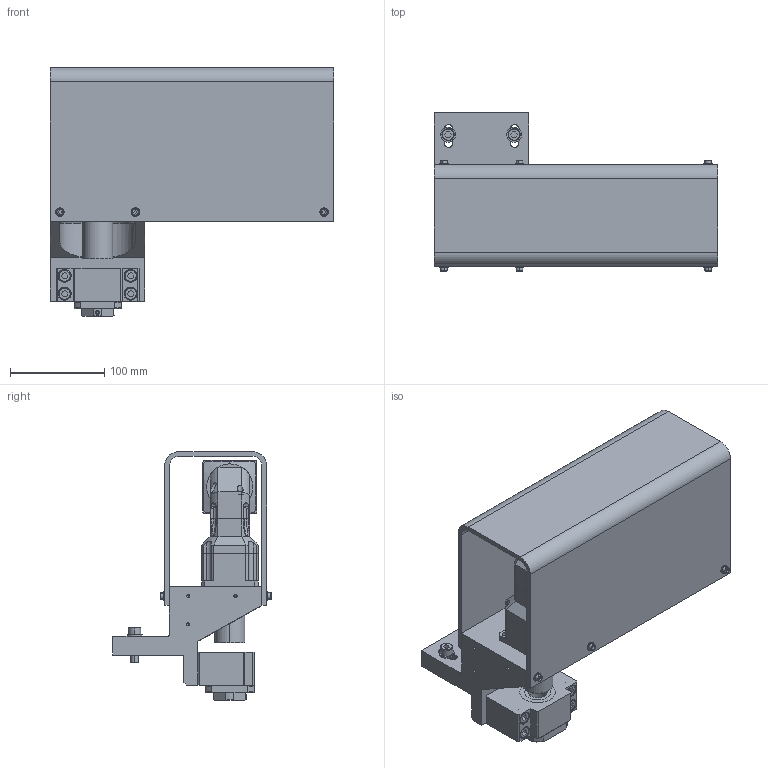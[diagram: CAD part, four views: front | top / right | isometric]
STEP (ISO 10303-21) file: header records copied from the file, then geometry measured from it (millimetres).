
FILE_DESCRIPTION (( 'STEP AP203' ), '1' );
FILE_NAME ('Moteur_Tilt_Bati_un_sldprt.STEP', '2018-04-10T07:33:20', ( '' ), ( '' ), 'SwSTEP 2.0', 'SolidWorks 2017', '' );
FILE_SCHEMA (( 'CONFIG_CONTROL_DESIGN' ));
Length unit declared in the file: millimetre
Products named in the file (1): Moteur_Tilt_Bati_un_sldprt
Bounding box: 300 x 167.8 x 263.5 mm (x, y, z)
Surface area: 493385.4 mm2 (no closed solid volume)
Topology: 0 solids, 45 shells, 1191 faces, 2866 edges, 1793 vertices
Faces by surface type: plane 490, cylinder 449, cone 182, bspline 42, torus 28
Entity records: 37490 total; most frequent: CARTESIAN_POINT 9709, DIRECTION 5925, ORIENTED_EDGE 5568, EDGE_CURVE 2804, AXIS2_PLACEMENT_3D 2270, VERTEX_POINT 1793, EDGE_LOOP 1391, VECTOR 1385
